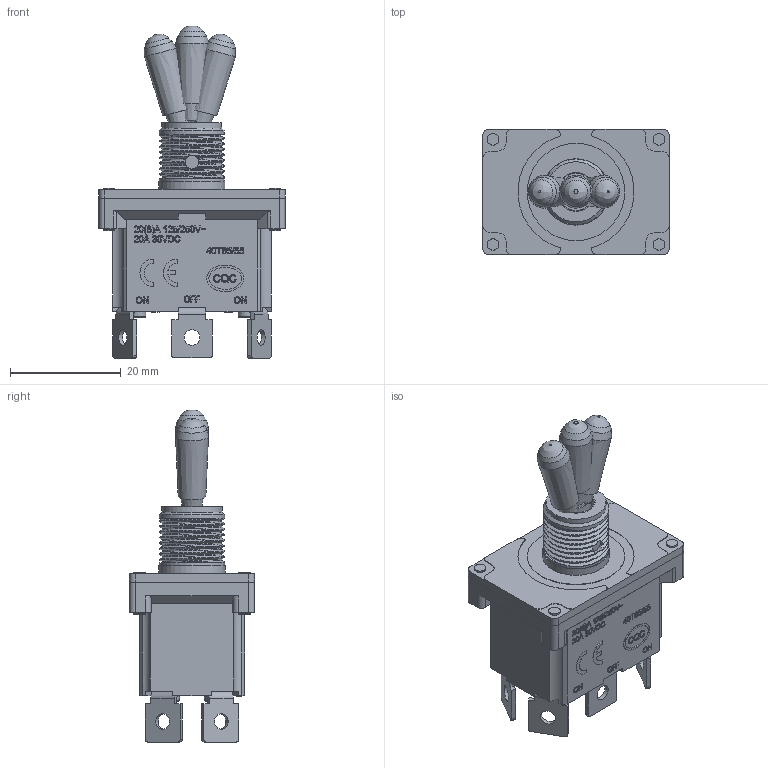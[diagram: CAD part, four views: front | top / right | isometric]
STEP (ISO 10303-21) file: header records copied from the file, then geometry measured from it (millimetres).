
FILE_DESCRIPTION(/* description */ ('Unknown'),/* implementation_level */ '2;1');
FILE_NAME(/* name */ '472233010140',/* time_stamp */ '2025-05-26T09:23:03+02:00',/* author */ ('Unknown'),/* organization */ ('Unknown'),/* preprocessor_version */ 'ST-DEVELOPER v19.4',/* originating_system */ 'Solid Edge',/* authorisation */ 'Unknown');
FILE_SCHEMA (('AUTOMOTIVE_DESIGN {1 0 10303 214 3 1 1}'));
Products named in the file (10): 472233010140; Thread_groß; Body_Pinwot_groß; Rubber; Actuator; blank_long; Pin-kurz; Rubber straight; Pin Fixer; Actuator straight
Assembly tree (23 placements, depth 2):
  472233010140
    Thread_groß
    Body_Pinwot_groß
    Rubber
    Actuator  x2
    blank_long  x4
    Pin-kurz  x6
    Rubber straight
    Pin Fixer  x6
    Actuator straight
Bounding box: 33.7 x 22.6 x 60 mm (x, y, z)
Volume: 15340.3 mm3; surface area: 9685.7 mm2
Topology: 23 solids, 23 shells, 1429 faces, 3620 edges, 2413 vertices
Faces by surface type: plane 1025, bspline 224, cylinder 179, cone 1
Full cylindrical faces by diameter (mm): 1.8 x4, 2 x15, 2.1 x8, 2.496 x1, 2.5 x19, 2.85 x6, 3 x6, 3.7 x1, 4 x1, 6.7 x2, 7 x3, 17.6 x1
Entity records: 65252 total; most frequent: CARTESIAN_POINT 35178, ORIENTED_EDGE 5442, DIRECTION 3508, EDGE_CURVE 2721, VERTEX_POINT 1859, EDGE_LOOP 1364, FACE_BOUND 1364, B_SPLINE_CURVE_WITH_KNOTS 1244
